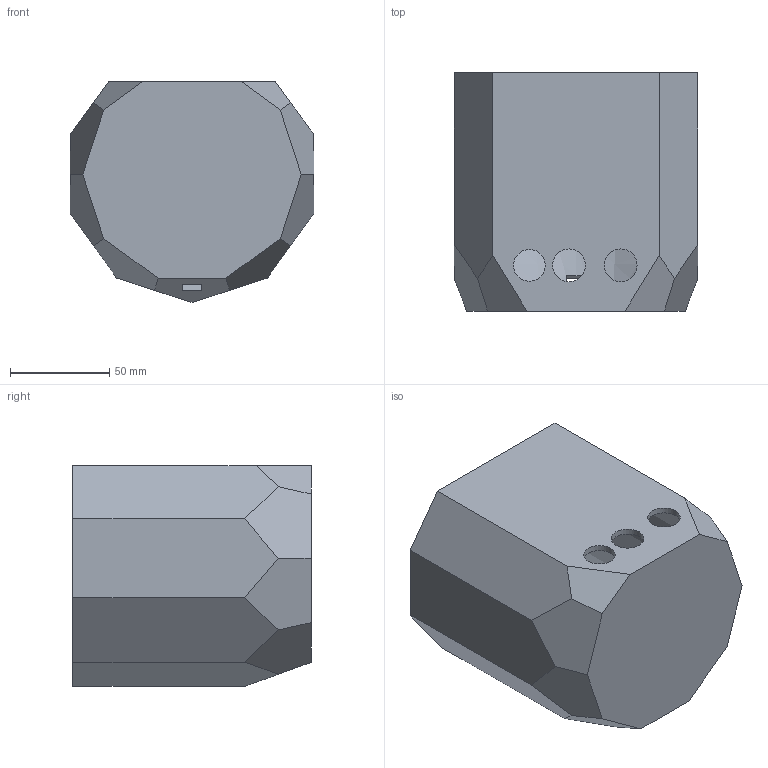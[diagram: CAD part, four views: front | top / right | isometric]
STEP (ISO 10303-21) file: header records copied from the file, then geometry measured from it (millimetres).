
FILE_DESCRIPTION(/* description */ (''),/* implementation_level */ '2;1');
FILE_NAME(/* name */ 'Vase.stp',/* time_stamp */ '2024-04-11T05:19:04-07:00',/* author */ ('Micha'),/* organization */ (''),/* preprocessor_version */ 'ST-DEVELOPER v20',/* originating_system */ 'Autodesk Inventor 2024',/* authorisation */ '');
FILE_SCHEMA (('AUTOMOTIVE_DESIGN { 1 0 10303 214 3 1 1 }'));
Length unit declared in the file: millimetre
Products named in the file (1): Vase
Bounding box: 122.69 x 120 x 111.22 mm (x, y, z)
Volume: 181199.2 mm3; surface area: 106154.1 mm2
Topology: 1 solids, 1 shells, 37 faces, 95 edges, 62 vertices
Faces by surface type: plane 30, cylinder 5, bspline 1, cone 1
Full cylindrical faces by diameter (mm): 16 x1, 16.5 x2
Entity records: 1260 total; most frequent: CARTESIAN_POINT 302, ORIENTED_EDGE 190, DIRECTION 175, EDGE_CURVE 95, LINE 77, VECTOR 77, VERTEX_POINT 62, AXIS2_PLACEMENT_3D 49
